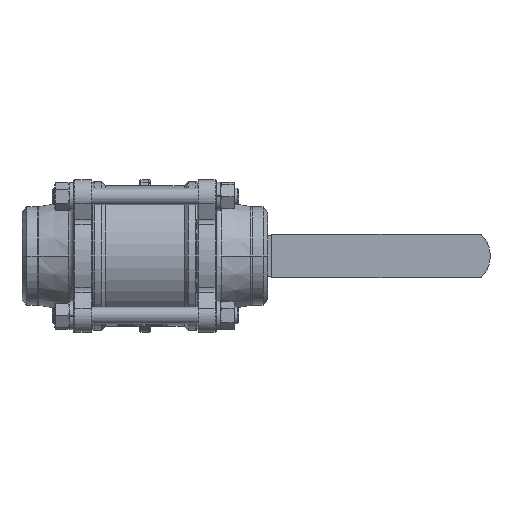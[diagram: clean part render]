
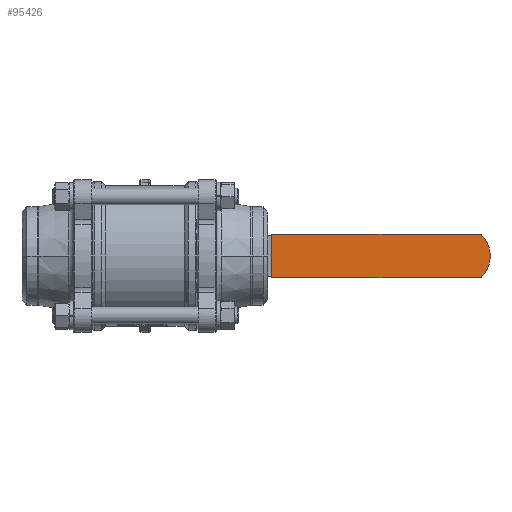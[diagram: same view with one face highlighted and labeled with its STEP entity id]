
A CAD part, front view. The second image highlights one B-rep face of the part: STEP entity #95426.
In plain terms, the highlighted planar face has unit normal (0, -1, 0).
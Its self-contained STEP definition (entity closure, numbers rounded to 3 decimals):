
#2632 = AXIS2_PLACEMENT_3D ( 'NONE', #15064, #68851, #22808 ) ;
#4994 = CIRCLE ( 'NONE', #20208, 24.156 ) ;
#10233 = CARTESIAN_POINT ( 'NONE',  ( 260.005, 141.25, 17. ) ) ;
#11654 = EDGE_CURVE ( 'NONE', #37972, #22389, #75538, .T. ) ;
#15064 = CARTESIAN_POINT ( 'NONE',  ( 0., 141.25, 0. ) ) ;
#15099 = VECTOR ( 'NONE', #27021, 1000. ) ;
#20208 = AXIS2_PLACEMENT_3D ( 'NONE', #40154, #93919, #47904 ) ;
#20322 = CARTESIAN_POINT ( 'NONE',  ( 98.267, 141.25, -17. ) ) ;
#22389 = VERTEX_POINT ( 'NONE', #63241 ) ;
#22808 = DIRECTION ( 'NONE',  ( 0., 0., 1. ) ) ;
#27021 = DIRECTION ( 'NONE',  ( 1., 0., 0. ) ) ;
#31402 = CARTESIAN_POINT ( 'NONE',  ( 0., 141.25, -17. ) ) ;
#34628 = VECTOR ( 'NONE', #92873, 1000. ) ;
#35758 = ORIENTED_EDGE ( 'NONE', *, *, #52740, .F. ) ;
#37572 = EDGE_CURVE ( 'NONE', #47625, #22389, #4994, .T. ) ;
#37972 = VERTEX_POINT ( 'NONE', #20322 ) ;
#40154 = CARTESIAN_POINT ( 'NONE',  ( 242.844, 141.25, 0. ) ) ;
#42836 = CARTESIAN_POINT ( 'NONE',  ( 0., 141.25, 17. ) ) ;
#45962 = DIRECTION ( 'NONE',  ( 0., 0., 1. ) ) ;
#47625 = VERTEX_POINT ( 'NONE', #10233 ) ;
#47904 = DIRECTION ( 'NONE',  ( 0., 0., 1. ) ) ;
#50940 = ORIENTED_EDGE ( 'NONE', *, *, #74851, .F. ) ;
#52740 = EDGE_CURVE ( 'NONE', #85978, #47625, #55947, .T. ) ;
#54742 = ORIENTED_EDGE ( 'NONE', *, *, #11654, .T. ) ;
#55947 = LINE ( 'NONE', #42836, #15099 ) ;
#58335 = VECTOR ( 'NONE', #45962, 1000. ) ;
#63241 = CARTESIAN_POINT ( 'NONE',  ( 260.005, 141.25, -17. ) ) ;
#68184 = PLANE ( 'NONE',  #2632 ) ;
#68851 = DIRECTION ( 'NONE',  ( 0., 1., 0. ) ) ;
#74851 = EDGE_CURVE ( 'NONE', #37972, #85978, #78775, .T. ) ;
#75538 = LINE ( 'NONE', #31402, #34628 ) ;
#77251 = ORIENTED_EDGE ( 'NONE', *, *, #37572, .F. ) ;
#78775 = LINE ( 'NONE', #91971, #58335 ) ;
#80382 = FACE_OUTER_BOUND ( 'NONE', #93305, .T. ) ;
#85978 = VERTEX_POINT ( 'NONE', #91664 ) ;
#91664 = CARTESIAN_POINT ( 'NONE',  ( 98.267, 141.25, 17. ) ) ;
#91971 = CARTESIAN_POINT ( 'NONE',  ( 98.267, 141.25, 0. ) ) ;
#92873 = DIRECTION ( 'NONE',  ( 1., 0., 0. ) ) ;
#93305 = EDGE_LOOP ( 'NONE', ( #77251, #35758, #50940, #54742 ) ) ;
#93919 = DIRECTION ( 'NONE',  ( 0., 1., 0. ) ) ;
#95426 = ADVANCED_FACE ( 'NONE', ( #80382 ), #68184, .F. ) ;
